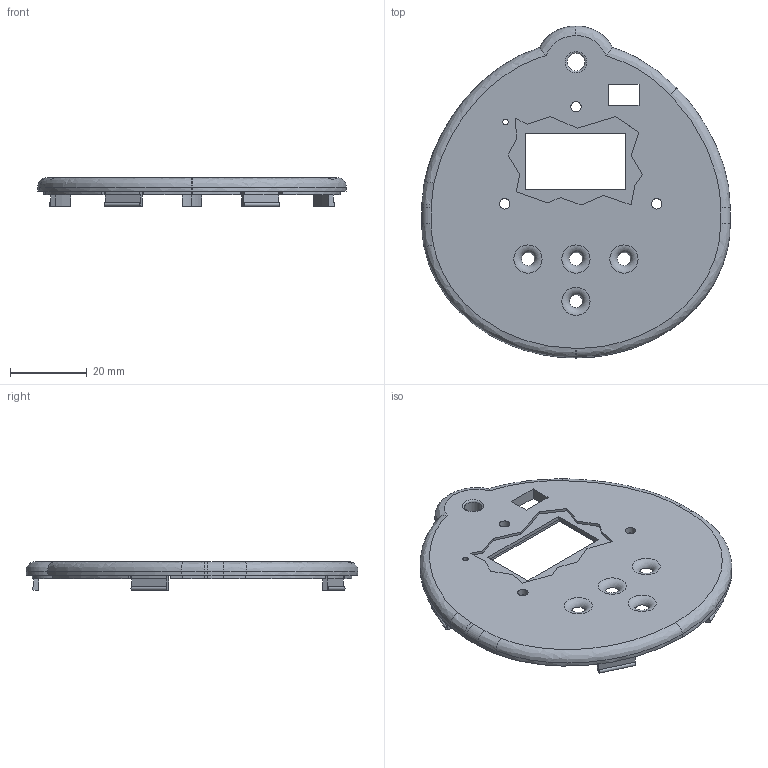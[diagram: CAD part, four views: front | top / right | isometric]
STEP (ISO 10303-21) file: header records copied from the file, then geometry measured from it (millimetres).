
FILE_DESCRIPTION(/* description */ ('','CAx-IF Rec.Pracs.---Representation and Presentation of Product Manufacturing Information (PMI)---4.0---2014-10-13'),/* implementation_level */ '2;1');
FILE_NAME(/* name */ 'TOP.step',/* time_stamp */ '2025-01-23T16:04:32-06:00',/* author */ (''),/* organization */ (''),/* preprocessor_version */ 'ST-DEVELOPER v20',/* originating_system */ 'Autodesk Translation Framework v13.20.0.188',/* authorisation */ '');
FILE_SCHEMA (('AP242_MANAGED_MODEL_BASED_3D_ENGINEERING_MIM_LF { 1 0 10303 442 1 1 4 }'));
Length unit declared in the file: millimetre
Products named in the file (2): Case; TOP
Assembly tree (1 placements, depth 2):
  Case
    TOP
Bounding box: 80.39 x 86.47 x 7.5 mm (x, y, z)
Volume: 14034.7 mm3; surface area: 11898 mm2
Topology: 1 solids, 1 shells, 247 faces, 654 edges, 421 vertices
Faces by surface type: plane 150, bspline 76, cylinder 16, torus 5
Full cylindrical faces by diameter (mm): 1.4 x1, 2.707 x3, 4.587 x1
Entity records: 9794 total; most frequent: CARTESIAN_POINT 4133, ORIENTED_EDGE 1308, DIRECTION 870, EDGE_CURVE 654, VERTEX_POINT 421, LINE 414, VECTOR 414, EDGE_LOOP 281
